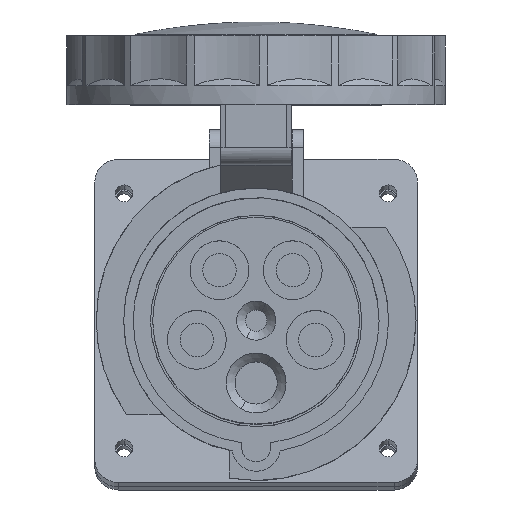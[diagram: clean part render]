
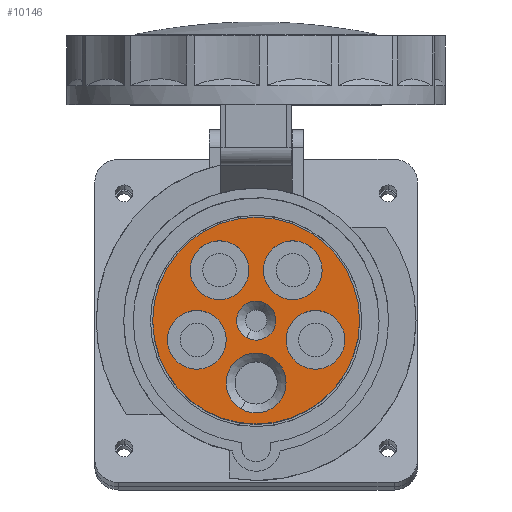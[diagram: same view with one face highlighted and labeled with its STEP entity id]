
A CAD part, top view. The second image highlights one B-rep face of the part: STEP entity #10146.
In plain terms, the highlighted planar face has unit normal (0, 0, 1).
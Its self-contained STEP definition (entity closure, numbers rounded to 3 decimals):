
#8899=CARTESIAN_POINT('',(64.55,57.,138.));
#8900=DIRECTION('',(0.,0.,-1.));
#8901=DIRECTION('',(0.866,-0.5,0.));
#8902=AXIS2_PLACEMENT_3D('',#8899,#8900,#8901);
#8904=CARTESIAN_POINT('',(64.55,57.,138.));
#8905=DIRECTION('',(0.,0.,-1.));
#8906=DIRECTION('',(-0.866,0.5,0.));
#8907=AXIS2_PLACEMENT_3D('',#8904,#8905,#8906);
#8909=CARTESIAN_POINT('',(44.34,50.433,138.));
#8910=DIRECTION('',(0.,0.,1.));
#8911=DIRECTION('',(0.5,0.866,0.));
#8912=AXIS2_PLACEMENT_3D('',#8909,#8910,#8911);
#8914=CARTESIAN_POINT('',(44.34,50.433,138.));
#8915=DIRECTION('',(0.,0.,1.));
#8916=DIRECTION('',(-0.5,-0.866,0.));
#8917=AXIS2_PLACEMENT_3D('',#8914,#8915,#8916);
#8919=CARTESIAN_POINT('',(52.06,74.192,138.));
#8920=DIRECTION('',(0.,0.,1.));
#8921=DIRECTION('',(0.5,0.866,0.));
#8922=AXIS2_PLACEMENT_3D('',#8919,#8920,#8921);
#8924=CARTESIAN_POINT('',(52.06,74.192,138.));
#8925=DIRECTION('',(0.,0.,1.));
#8926=DIRECTION('',(-0.5,-0.866,0.));
#8927=AXIS2_PLACEMENT_3D('',#8924,#8925,#8926);
#8929=CARTESIAN_POINT('',(77.04,74.192,138.));
#8930=DIRECTION('',(0.,0.,1.));
#8931=DIRECTION('',(0.5,0.866,0.));
#8932=AXIS2_PLACEMENT_3D('',#8929,#8930,#8931);
#8934=CARTESIAN_POINT('',(77.04,74.192,138.));
#8935=DIRECTION('',(0.,0.,1.));
#8936=DIRECTION('',(-0.5,-0.866,0.));
#8937=AXIS2_PLACEMENT_3D('',#8934,#8935,#8936);
#8939=CARTESIAN_POINT('',(84.76,50.433,138.));
#8940=DIRECTION('',(0.,0.,1.));
#8941=DIRECTION('',(0.5,0.866,0.));
#8942=AXIS2_PLACEMENT_3D('',#8939,#8940,#8941);
#8944=CARTESIAN_POINT('',(84.76,50.433,138.));
#8945=DIRECTION('',(0.,0.,1.));
#8946=DIRECTION('',(-0.5,-0.866,0.));
#8947=AXIS2_PLACEMENT_3D('',#8944,#8945,#8946);
#8949=CARTESIAN_POINT('',(64.55,35.75,138.));
#8950=DIRECTION('',(0.,0.,1.));
#8951=DIRECTION('',(-0.5,-0.866,0.));
#8952=AXIS2_PLACEMENT_3D('',#8949,#8950,#8951);
#8954=CARTESIAN_POINT('',(64.55,35.75,138.));
#8955=DIRECTION('',(0.,0.,1.));
#8956=DIRECTION('',(0.,-1.,0.));
#8957=AXIS2_PLACEMENT_3D('',#8954,#8955,#8956);
#8959=CARTESIAN_POINT('',(64.55,35.75,138.));
#8960=DIRECTION('',(0.,0.,1.));
#8961=DIRECTION('',(0.5,0.866,0.));
#8962=AXIS2_PLACEMENT_3D('',#8959,#8960,#8961);
#8964=CARTESIAN_POINT('',(64.55,35.75,138.));
#8965=DIRECTION('',(0.,0.,1.));
#8966=DIRECTION('',(0.,1.,0.));
#8967=AXIS2_PLACEMENT_3D('',#8964,#8965,#8966);
#8969=CARTESIAN_POINT('',(64.55,57.,138.));
#8970=DIRECTION('',(0.,0.,1.));
#8971=DIRECTION('',(-0.5,-0.866,0.));
#8972=AXIS2_PLACEMENT_3D('',#8969,#8970,#8971);
#8974=CARTESIAN_POINT('',(64.55,57.,138.));
#8975=DIRECTION('',(0.,0.,1.));
#8976=DIRECTION('',(0.,-1.,0.));
#8977=AXIS2_PLACEMENT_3D('',#8974,#8975,#8976);
#8979=CARTESIAN_POINT('',(64.55,57.,138.));
#8980=DIRECTION('',(0.,0.,1.));
#8981=DIRECTION('',(0.5,0.866,0.));
#8982=AXIS2_PLACEMENT_3D('',#8979,#8980,#8981);
#8984=CARTESIAN_POINT('',(64.55,57.,138.));
#8985=DIRECTION('',(0.,0.,1.));
#8986=DIRECTION('',(0.,1.,0.));
#8987=AXIS2_PLACEMENT_3D('',#8984,#8985,#8986);
#9613=CARTESIAN_POINT('',(34.023,74.625,138.));
#9614=VERTEX_POINT('',#9613);
#9615=CARTESIAN_POINT('',(95.077,39.375,138.));
#9616=VERTEX_POINT('',#9615);
#9617=CARTESIAN_POINT('',(49.34,59.094,138.));
#9618=CARTESIAN_POINT('',(39.34,41.773,138.));
#9619=VERTEX_POINT('',#9617);
#9620=VERTEX_POINT('',#9618);
#9621=CARTESIAN_POINT('',(57.06,82.852,138.));
#9622=CARTESIAN_POINT('',(47.06,65.531,138.));
#9623=VERTEX_POINT('',#9621);
#9624=VERTEX_POINT('',#9622);
#9625=CARTESIAN_POINT('',(82.04,82.852,138.));
#9626=CARTESIAN_POINT('',(72.04,65.531,138.));
#9627=VERTEX_POINT('',#9625);
#9628=VERTEX_POINT('',#9626);
#9629=CARTESIAN_POINT('',(89.76,59.094,138.));
#9630=CARTESIAN_POINT('',(79.76,41.773,138.));
#9631=VERTEX_POINT('',#9629);
#9632=VERTEX_POINT('',#9630);
#9633=CARTESIAN_POINT('',(59.45,26.917,138.));
#9634=CARTESIAN_POINT('',(64.55,25.55,138.));
#9635=VERTEX_POINT('',#9633);
#9636=VERTEX_POINT('',#9634);
#9637=CARTESIAN_POINT('',(69.65,44.583,138.));
#9638=VERTEX_POINT('',#9637);
#9639=CARTESIAN_POINT('',(64.55,45.95,138.));
#9640=VERTEX_POINT('',#9639);
#9641=CARTESIAN_POINT('',(61.225,51.241,138.));
#9642=CARTESIAN_POINT('',(64.55,50.35,138.));
#9643=VERTEX_POINT('',#9641);
#9644=VERTEX_POINT('',#9642);
#9645=CARTESIAN_POINT('',(67.875,62.759,138.));
#9646=VERTEX_POINT('',#9645);
#9647=CARTESIAN_POINT('',(64.55,63.65,138.));
#9648=VERTEX_POINT('',#9647);
#10093=CARTESIAN_POINT('',(64.55,57.,138.));
#10094=DIRECTION('',(0.,0.,-1.));
#10095=DIRECTION('',(0.866,-0.5,0.));
#10096=AXIS2_PLACEMENT_3D('',#10093,#10094,#10095);
#10097=PLANE('',#10096);
#10098=ORIENTED_EDGE('',*,*,#10086,.T.);
#10099=ORIENTED_EDGE('',*,*,#10075,.T.);
#10100=EDGE_LOOP('',(#10098,#10099));
#10101=FACE_OUTER_BOUND('',#10100,.F.);
#10103=ORIENTED_EDGE('',*,*,#10102,.T.);
#10105=ORIENTED_EDGE('',*,*,#10104,.T.);
#10106=EDGE_LOOP('',(#10103,#10105));
#10107=FACE_BOUND('',#10106,.F.);
#10109=ORIENTED_EDGE('',*,*,#10108,.T.);
#10111=ORIENTED_EDGE('',*,*,#10110,.T.);
#10112=EDGE_LOOP('',(#10109,#10111));
#10113=FACE_BOUND('',#10112,.F.);
#10115=ORIENTED_EDGE('',*,*,#10114,.T.);
#10117=ORIENTED_EDGE('',*,*,#10116,.T.);
#10118=EDGE_LOOP('',(#10115,#10117));
#10119=FACE_BOUND('',#10118,.F.);
#10121=ORIENTED_EDGE('',*,*,#10120,.T.);
#10123=ORIENTED_EDGE('',*,*,#10122,.T.);
#10124=EDGE_LOOP('',(#10121,#10123));
#10125=FACE_BOUND('',#10124,.F.);
#10127=ORIENTED_EDGE('',*,*,#10126,.T.);
#10129=ORIENTED_EDGE('',*,*,#10128,.T.);
#10131=ORIENTED_EDGE('',*,*,#10130,.T.);
#10133=ORIENTED_EDGE('',*,*,#10132,.T.);
#10134=EDGE_LOOP('',(#10127,#10129,#10131,#10133));
#10135=FACE_BOUND('',#10134,.F.);
#10137=ORIENTED_EDGE('',*,*,#10136,.T.);
#10139=ORIENTED_EDGE('',*,*,#10138,.T.);
#10141=ORIENTED_EDGE('',*,*,#10140,.T.);
#10143=ORIENTED_EDGE('',*,*,#10142,.T.);
#10144=EDGE_LOOP('',(#10137,#10139,#10141,#10143));
#10145=FACE_BOUND('',#10144,.F.);
#10146=ADVANCED_FACE('',(#10101,#10107,#10113,#10119,#10125,#10135,#10145),
#10097,.F.);
#8903=CIRCLE('',#8902,35.25);
#8908=CIRCLE('',#8907,35.25);
#8913=CIRCLE('',#8912,10.);
#8918=CIRCLE('',#8917,10.);
#8923=CIRCLE('',#8922,10.);
#8928=CIRCLE('',#8927,10.);
#8933=CIRCLE('',#8932,10.);
#8938=CIRCLE('',#8937,10.);
#8943=CIRCLE('',#8942,10.);
#8948=CIRCLE('',#8947,10.);
#8953=CIRCLE('',#8952,10.2);
#8958=CIRCLE('',#8957,10.2);
#8963=CIRCLE('',#8962,10.2);
#8968=CIRCLE('',#8967,10.2);
#8973=CIRCLE('',#8972,6.65);
#8978=CIRCLE('',#8977,6.65);
#8983=CIRCLE('',#8982,6.65);
#8988=CIRCLE('',#8987,6.65);
#10075=EDGE_CURVE('',#9614,#9616,#8908,.T.);
#10086=EDGE_CURVE('',#9616,#9614,#8903,.T.);
#10102=EDGE_CURVE('',#9619,#9620,#8913,.T.);
#10104=EDGE_CURVE('',#9620,#9619,#8918,.T.);
#10108=EDGE_CURVE('',#9623,#9624,#8923,.T.);
#10110=EDGE_CURVE('',#9624,#9623,#8928,.T.);
#10114=EDGE_CURVE('',#9627,#9628,#8933,.T.);
#10116=EDGE_CURVE('',#9628,#9627,#8938,.T.);
#10120=EDGE_CURVE('',#9631,#9632,#8943,.T.);
#10122=EDGE_CURVE('',#9632,#9631,#8948,.T.);
#10126=EDGE_CURVE('',#9635,#9636,#8953,.T.);
#10128=EDGE_CURVE('',#9636,#9638,#8958,.T.);
#10130=EDGE_CURVE('',#9638,#9640,#8963,.T.);
#10132=EDGE_CURVE('',#9640,#9635,#8968,.T.);
#10136=EDGE_CURVE('',#9643,#9644,#8973,.T.);
#10138=EDGE_CURVE('',#9644,#9646,#8978,.T.);
#10140=EDGE_CURVE('',#9646,#9648,#8983,.T.);
#10142=EDGE_CURVE('',#9648,#9643,#8988,.T.);
